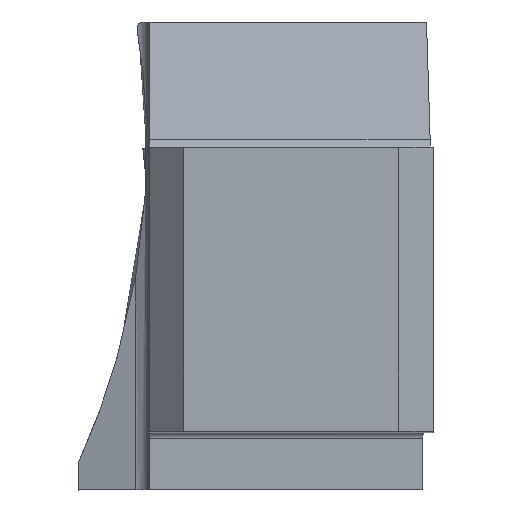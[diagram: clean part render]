
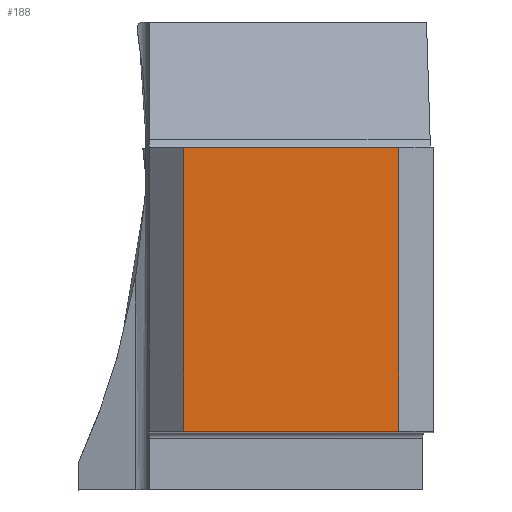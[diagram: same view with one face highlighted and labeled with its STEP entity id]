
A CAD part, top view. The second image highlights one B-rep face of the part: STEP entity #188.
In plain terms, the highlighted planar face has unit normal (0, 0, 1).
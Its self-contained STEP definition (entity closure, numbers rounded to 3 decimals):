
#188=ADVANCED_FACE('CU_BACK_SU1',(#299),#246,.F.);
#246=PLANE('',#1418);
#299=FACE_OUTER_BOUND('',#363,.T.);
#363=EDGE_LOOP('',(#525,#526,#527,#528));
#525=ORIENTED_EDGE('',*,*,#966,.F.);
#526=ORIENTED_EDGE('',*,*,#961,.T.);
#527=ORIENTED_EDGE('',*,*,#967,.T.);
#528=ORIENTED_EDGE('',*,*,#956,.F.);
#821=VERTEX_POINT('',#2039);
#822=VERTEX_POINT('',#2041);
#825=VERTEX_POINT('',#2049);
#826=VERTEX_POINT('',#2051);
#956=EDGE_CURVE('',#821,#822,#1106,.T.);
#961=EDGE_CURVE('',#826,#825,#1111,.T.);
#966=EDGE_CURVE('',#826,#821,#1115,.T.);
#967=EDGE_CURVE('',#825,#822,#1116,.T.);
#1106=LINE('',#2040,#1231);
#1111=LINE('',#2050,#1236);
#1115=LINE('',#2059,#1240);
#1116=LINE('',#2060,#1241);
#1231=VECTOR('',#1608,1.);
#1236=VECTOR('',#1615,1.);
#1240=VECTOR('',#1627,1.);
#1241=VECTOR('',#1628,1.);
#1418=AXIS2_PLACEMENT_3D('',#2061,#1629,#1630);
#1608=DIRECTION('',(1.,0.,0.));
#1615=DIRECTION('',(1.,0.,0.));
#1627=DIRECTION('',(0.,1.,0.));
#1628=DIRECTION('',(0.,1.,0.));
#1629=DIRECTION('',(0.,0.,-1.));
#1630=DIRECTION('',(-1.,0.,0.));
#2039=CARTESIAN_POINT('',(-21.925,24.925,0.));
#2040=CARTESIAN_POINT('',(-110.,24.925,0.));
#2041=CARTESIAN_POINT('',(-3.,24.925,0.));
#2049=CARTESIAN_POINT('',(-3.,0.,0.));
#2050=CARTESIAN_POINT('',(-110.,0.,0.));
#2051=CARTESIAN_POINT('',(-21.925,0.,0.));
#2059=CARTESIAN_POINT('',(-21.925,0.,0.));
#2060=CARTESIAN_POINT('',(-3.,0.,0.));
#2061=CARTESIAN_POINT('',(23.246,44.925,0.));
